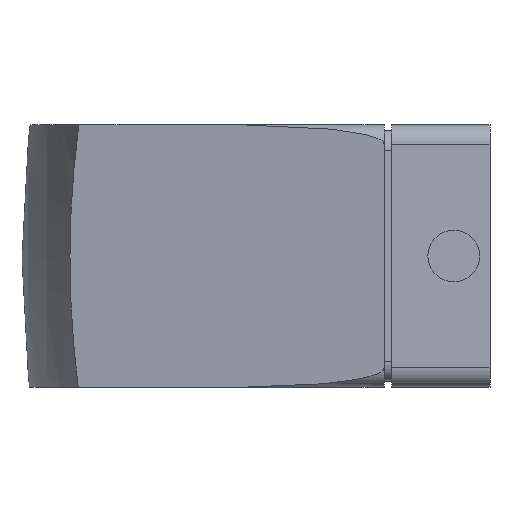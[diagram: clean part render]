
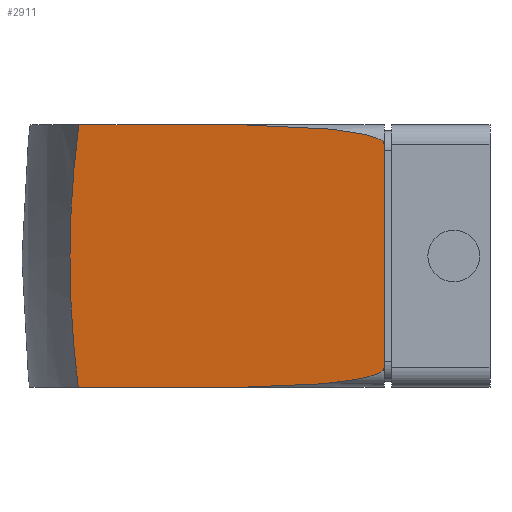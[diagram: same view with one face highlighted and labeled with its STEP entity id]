
A CAD part, left-side view. The second image highlights one B-rep face of the part: STEP entity #2911.
In plain terms, the highlighted planar face has unit normal (-0.991, 0.134, 0).
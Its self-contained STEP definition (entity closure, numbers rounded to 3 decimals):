
#14 = CARTESIAN_POINT ( 'NONE',  ( 0., 17.55, 40.3 ) ) ;
#15 = CARTESIAN_POINT ( 'NONE',  ( 0., 17.55, 42.175 ) ) ;
#16 = CARTESIAN_POINT ( 'NONE',  ( 1.325, 27.341, 43.5 ) ) ;
#17 = CARTESIAN_POINT ( 'NONE',  ( 3.2, 41.187, 43.5 ) ) ;
#23 = DIRECTION ( 'NONE',  ( 0.134, 0.991, 0. ) ) ;
#24 = CARTESIAN_POINT ( 'NONE',  ( 0., 17.55, 43.5 ) ) ;
#82 = CARTESIAN_POINT ( 'NONE',  ( 1.325, 27.341, 0. ) ) ;
#83 = CARTESIAN_POINT ( 'NONE',  ( 3.2, 41.187, 0. ) ) ;
#84 = CARTESIAN_POINT ( 'NONE',  ( 0., 17.55, 3.2 ) ) ;
#85 = CARTESIAN_POINT ( 'NONE',  ( 0., 17.55, 1.325 ) ) ;
#88 = CARTESIAN_POINT ( 'NONE',  ( 0., 17.55, 0. ) ) ;
#89 = DIRECTION ( 'NONE',  ( 0.134, 0.991, 0. ) ) ;
#111 = CARTESIAN_POINT ( 'NONE',  ( 6.847, 68.127, 43.5 ) ) ;
#128 = CARTESIAN_POINT ( 'NONE',  ( 3.2, 41.187, 43.5 ) ) ;
#148 = CARTESIAN_POINT ( 'NONE',  ( 0., 17.55, 40.3 ) ) ;
#150 = CARTESIAN_POINT ( 'NONE',  ( 3.2, 41.187, 0. ) ) ;
#220 = CARTESIAN_POINT ( 'NONE',  ( 0., 17.55, 3.2 ) ) ;
#228 = CARTESIAN_POINT ( 'NONE',  ( 6.861, 68.229, 0. ) ) ;
#332 = LINE ( 'NONE', #1894, #445 ) ;
#439 = AXIS2_PLACEMENT_3D ( 'NONE', #1954, #1953, #1952 ) ;
#445 = VECTOR ( 'NONE', #1893, 1000. ) ;
#452 = CIRCLE ( 'NONE', #439, 165.382 ) ;
#456 =( BOUNDED_CURVE ( )  B_SPLINE_CURVE ( 3, ( #17, #16, #15, #14 ),
 .UNSPECIFIED., .F., .T. ) 
 B_SPLINE_CURVE_WITH_KNOTS ( ( 4, 4 ),
 ( 4.712, 6.283 ),
 .UNSPECIFIED. ) 
 CURVE ( )  GEOMETRIC_REPRESENTATION_ITEM ( )  RATIONAL_B_SPLINE_CURVE ( ( 1., 0.805, 0.805, 1. ) ) 
 REPRESENTATION_ITEM ( '' )  );
#467 =( BOUNDED_CURVE ( )  B_SPLINE_CURVE ( 3, ( #84, #85, #82, #83 ),
 .UNSPECIFIED., .F., .T. ) 
 B_SPLINE_CURVE_WITH_KNOTS ( ( 4, 4 ),
 ( 0., 1.571 ),
 .UNSPECIFIED. ) 
 CURVE ( )  GEOMETRIC_REPRESENTATION_ITEM ( )  RATIONAL_B_SPLINE_CURVE ( ( 1., 0.805, 0.805, 1. ) ) 
 REPRESENTATION_ITEM ( '' )  );
#485 = VERTEX_POINT ( 'NONE', #111 ) ;
#487 = VERTEX_POINT ( 'NONE', #128 ) ;
#537 = ORIENTED_EDGE ( 'NONE', *, *, #2694, .F. ) ;
#544 = ORIENTED_EDGE ( 'NONE', *, *, #2701, .F. ) ;
#547 = ORIENTED_EDGE ( 'NONE', *, *, #2944, .T. ) ;
#548 = ORIENTED_EDGE ( 'NONE', *, *, #2929, .T. ) ;
#549 = ORIENTED_EDGE ( 'NONE', *, *, #2689, .T. ) ;
#554 = ORIENTED_EDGE ( 'NONE', *, *, #2692, .F. ) ;
#649 = VERTEX_POINT ( 'NONE', #150 ) ;
#651 = VERTEX_POINT ( 'NONE', #148 ) ;
#701 = VERTEX_POINT ( 'NONE', #228 ) ;
#703 = VERTEX_POINT ( 'NONE', #220 ) ;
#795 = EDGE_LOOP ( 'NONE', ( #547, #554, #549, #548, #544, #537 ) ) ;
#960 = VECTOR ( 'NONE', #23, 1000. ) ;
#983 = AXIS2_PLACEMENT_3D ( 'NONE', #2018, #2017, #2015 ) ;
#1199 = VECTOR ( 'NONE', #89, 1000. ) ;
#1502 = LINE ( 'NONE', #24, #960 ) ;
#1506 = LINE ( 'NONE', #88, #1199 ) ;
#1726 = FACE_OUTER_BOUND ( 'NONE', #795, .T. ) ;
#1893 = DIRECTION ( 'NONE',  ( 0., 0., 1. ) ) ;
#1894 = CARTESIAN_POINT ( 'NONE',  ( 0., 17.55, 3.2 ) ) ;
#1952 = DIRECTION ( 'NONE',  ( 0.134, 0.991, 0. ) ) ;
#1953 = DIRECTION ( 'NONE',  ( -0.991, 0.134, 0. ) ) ;
#1954 = CARTESIAN_POINT ( 'NONE',  ( -15.141, -94.285, 21.362 ) ) ;
#2015 = DIRECTION ( 'NONE',  ( 0.134, 0.991, 0. ) ) ;
#2017 = DIRECTION ( 'NONE',  ( 0.991, -0.134, 0. ) ) ;
#2018 = CARTESIAN_POINT ( 'NONE',  ( 0., 17.55, 0. ) ) ;
#2019 = PLANE ( 'NONE',  #983 ) ;
#2689 = EDGE_CURVE ( 'NONE', #487, #485, #1502, .T. ) ;
#2692 = EDGE_CURVE ( 'NONE', #487, #651, #456, .T. ) ;
#2694 = EDGE_CURVE ( 'NONE', #703, #649, #467, .T. ) ;
#2701 = EDGE_CURVE ( 'NONE', #649, #701, #1506, .T. ) ;
#2911 = ADVANCED_FACE ( 'NONE', ( #1726 ), #2019, .F. ) ;
#2929 = EDGE_CURVE ( 'NONE', #485, #701, #452, .T. ) ;
#2944 = EDGE_CURVE ( 'NONE', #703, #651, #332, .T. ) ;
